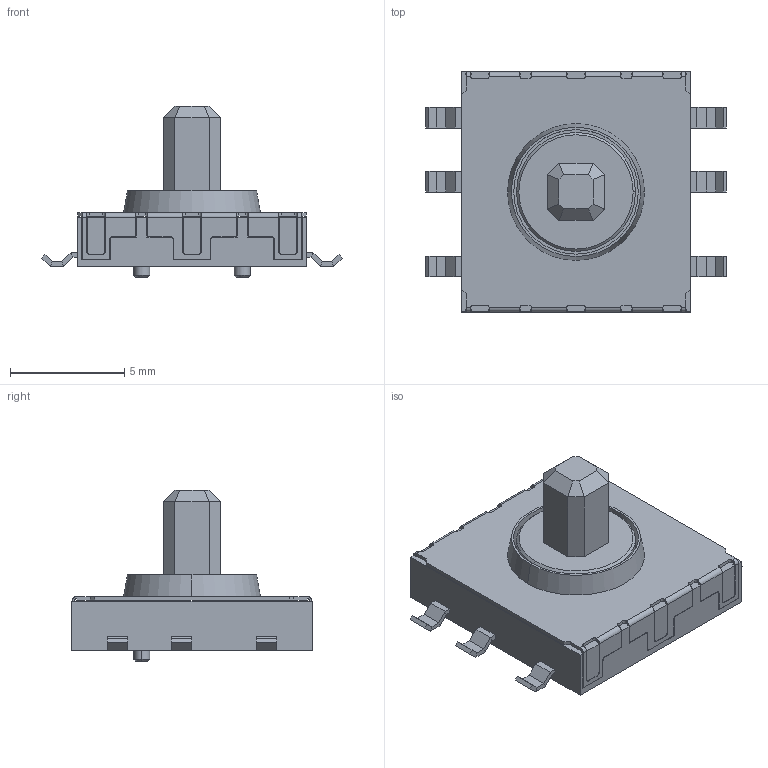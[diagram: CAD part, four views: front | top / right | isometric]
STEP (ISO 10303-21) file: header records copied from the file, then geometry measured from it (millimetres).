
FILE_DESCRIPTION((''),'2;1');
FILE_NAME('1010070001','2024-09-10T17:58:41',('admin'),(''),'CREO PARAMETRIC BY PTC INC, 2021164','CREO PARAMETRIC BY PTC INC, 2021164','');
FILE_SCHEMA(('AP203_CONFIGURATION_CONTROLLED_3D_DESIGN_OF_MECHANICAL_PARTS_AND_ASSEMBLIES_MIM_LF { 1 0 10303 403 2 1 2 }'));
Length unit declared in the file: millimetre
Products named in the file (1): 1010070001
Bounding box: 13.14 x 10.5 x 7.5 mm (x, y, z)
Volume: 286.3 mm3; surface area: 653.4 mm2
Topology: 2 solids, 2 shells, 446 faces, 1174 edges, 739 vertices
Faces by surface type: plane 332, cylinder 92, extrusion 14, cone 8
Entity records: 14070 total; most frequent: CARTESIAN_POINT 2913, ORIENTED_EDGE 2350, DIRECTION 2219, EDGE_CURVE 1175, VECTOR 965, LINE 951, VERTEX_POINT 740, AXIS2_PLACEMENT_3D 627
